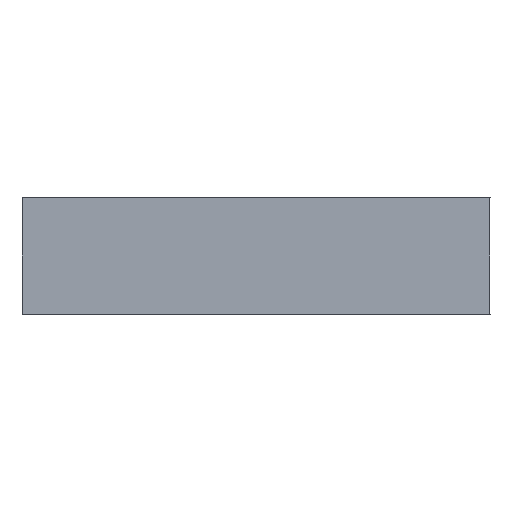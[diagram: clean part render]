
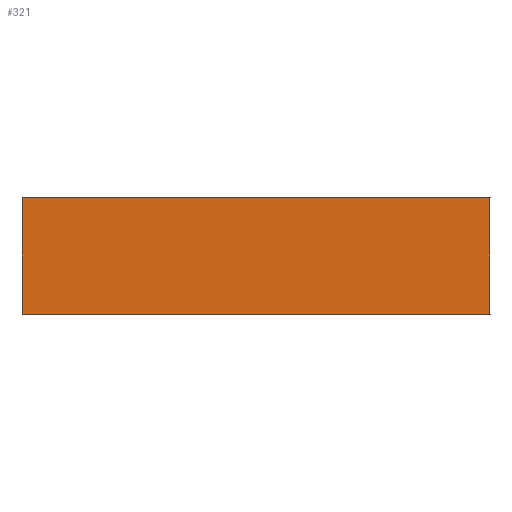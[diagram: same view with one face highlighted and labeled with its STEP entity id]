
A CAD part, left-side view. The second image highlights one B-rep face of the part: STEP entity #321.
In plain terms, the highlighted planar face has unit normal (-1, 0, 0).
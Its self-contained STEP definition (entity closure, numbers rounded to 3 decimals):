
#41=FACE_OUTER_BOUND('',#59,.T.);
#59=EDGE_LOOP('',(#269,#270,#271,#272));
#76=LINE('',#472,#114);
#85=LINE('',#493,#123);
#93=LINE('',#510,#131);
#99=LINE('',#525,#137);
#114=VECTOR('',#384,10.);
#123=VECTOR('',#399,10.);
#131=VECTOR('',#415,10.);
#137=VECTOR('',#433,10.);
#149=VERTEX_POINT('',#469);
#150=VERTEX_POINT('',#471);
#159=VERTEX_POINT('',#491);
#164=VERTEX_POINT('',#509);
#180=EDGE_CURVE('',#149,#150,#76,.T.);
#191=EDGE_CURVE('',#159,#149,#85,.T.);
#199=EDGE_CURVE('',#164,#150,#93,.T.);
#207=EDGE_CURVE('',#164,#159,#99,.T.);
#269=ORIENTED_EDGE('',*,*,#207,.F.);
#270=ORIENTED_EDGE('',*,*,#199,.T.);
#271=ORIENTED_EDGE('',*,*,#180,.F.);
#272=ORIENTED_EDGE('',*,*,#191,.F.);
#305=PLANE('',#356);
#321=ADVANCED_FACE('',(#41),#305,.T.);
#356=AXIS2_PLACEMENT_3D('',#524,#431,#432);
#384=DIRECTION('',(0.,-1.,0.));
#399=DIRECTION('',(0.,0.,1.));
#415=DIRECTION('',(0.,0.,1.));
#431=DIRECTION('center_axis',(-1.,0.,0.));
#432=DIRECTION('ref_axis',(0.,-1.,0.));
#433=DIRECTION('',(0.,1.,0.));
#469=CARTESIAN_POINT('',(-47.1,10.152,1.));
#471=CARTESIAN_POINT('',(-47.1,6.152,1.));
#472=CARTESIAN_POINT('',(-47.1,6.152,1.));
#491=CARTESIAN_POINT('',(-47.1,10.152,0.));
#493=CARTESIAN_POINT('',(-47.1,10.152,0.));
#509=CARTESIAN_POINT('',(-47.1,6.152,0.));
#510=CARTESIAN_POINT('',(-47.1,6.152,0.));
#524=CARTESIAN_POINT('Origin',(-47.1,10.152,0.));
#525=CARTESIAN_POINT('',(-47.1,6.152,0.));
